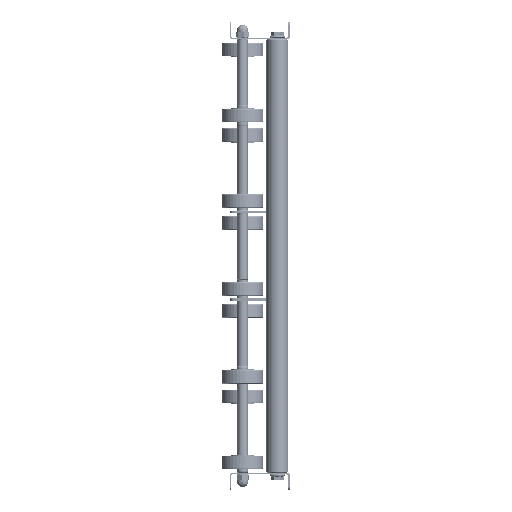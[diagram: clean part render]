
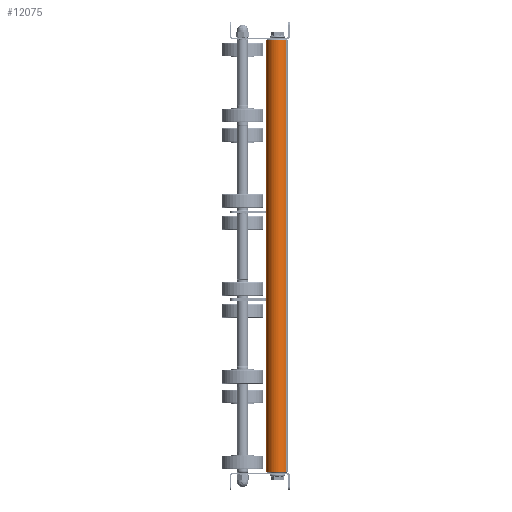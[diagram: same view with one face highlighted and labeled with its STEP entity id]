
A CAD part, left-side view. The second image highlights one B-rep face of the part: STEP entity #12075.
In plain terms, the highlighted cylindrical face has radius 12.5 mm (diameter 25 mm), a partial arc.
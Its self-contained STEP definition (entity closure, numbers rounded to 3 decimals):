
#270 = AXIS2_PLACEMENT_3D ( 'NONE', #20487, #5518, #15455 ) ;
#615 = DIRECTION ( 'NONE',  ( -1., 0., 0. ) ) ;
#1787 = EDGE_LOOP ( 'NONE', ( #9086, #5469, #3016, #11112 ) ) ;
#2651 = AXIS2_PLACEMENT_3D ( 'NONE', #19648, #6027, #16523 ) ;
#3016 = ORIENTED_EDGE ( 'NONE', *, *, #21457, .T. ) ;
#3622 = DIRECTION ( 'NONE',  ( -1., 0., 0. ) ) ;
#5469 = ORIENTED_EDGE ( 'NONE', *, *, #12089, .T. ) ;
#5518 = DIRECTION ( 'NONE',  ( -1., 0., 0. ) ) ;
#5847 = LINE ( 'NONE', #7290, #10756 ) ;
#5918 = VECTOR ( 'NONE', #615, 1000. ) ;
#6027 = DIRECTION ( 'NONE',  ( 1., 0., 0. ) ) ;
#6521 = VERTEX_POINT ( 'NONE', #18202 ) ;
#6856 = DIRECTION ( 'NONE',  ( 0., 0., 1. ) ) ;
#7290 = CARTESIAN_POINT ( 'NONE',  ( 500., 0., 12.5 ) ) ;
#7461 = VERTEX_POINT ( 'NONE', #15578 ) ;
#9086 = ORIENTED_EDGE ( 'NONE', *, *, #10492, .F. ) ;
#10492 = EDGE_CURVE ( 'NONE', #20381, #7461, #11209, .T. ) ;
#10756 = VECTOR ( 'NONE', #14117, 1000. ) ;
#10825 = CIRCLE ( 'NONE', #2651, 12.5 ) ;
#11112 = ORIENTED_EDGE ( 'NONE', *, *, #19150, .T. ) ;
#11209 = LINE ( 'NONE', #16242, #5918 ) ;
#11770 = CARTESIAN_POINT ( 'NONE',  ( 499., 0., 12.5 ) ) ;
#12075 = ADVANCED_FACE ( 'NONE', ( #15682 ), #17459, .T. ) ;
#12089 = EDGE_CURVE ( 'NONE', #20381, #18450, #20960, .T. ) ;
#12753 = AXIS2_PLACEMENT_3D ( 'NONE', #13679, #3622, #6856 ) ;
#13679 = CARTESIAN_POINT ( 'NONE',  ( 500., 0., 0. ) ) ;
#14117 = DIRECTION ( 'NONE',  ( -1., 0., 0. ) ) ;
#15388 = CARTESIAN_POINT ( 'NONE',  ( 499., 0., -12.5 ) ) ;
#15455 = DIRECTION ( 'NONE',  ( 0., 0., -1. ) ) ;
#15578 = CARTESIAN_POINT ( 'NONE',  ( 1., 0., -12.5 ) ) ;
#15682 = FACE_OUTER_BOUND ( 'NONE', #1787, .T. ) ;
#16242 = CARTESIAN_POINT ( 'NONE',  ( 500., 0., -12.5 ) ) ;
#16523 = DIRECTION ( 'NONE',  ( 0., 0., -1. ) ) ;
#17459 = CYLINDRICAL_SURFACE ( 'NONE', #12753, 12.5 ) ;
#18202 = CARTESIAN_POINT ( 'NONE',  ( 1., 0., 12.5 ) ) ;
#18450 = VERTEX_POINT ( 'NONE', #11770 ) ;
#19150 = EDGE_CURVE ( 'NONE', #6521, #7461, #10825, .T. ) ;
#19648 = CARTESIAN_POINT ( 'NONE',  ( 1., 0., 0. ) ) ;
#20381 = VERTEX_POINT ( 'NONE', #15388 ) ;
#20487 = CARTESIAN_POINT ( 'NONE',  ( 499., 0., 0. ) ) ;
#20960 = CIRCLE ( 'NONE', #270, 12.5 ) ;
#21457 = EDGE_CURVE ( 'NONE', #18450, #6521, #5847, .T. ) ;
